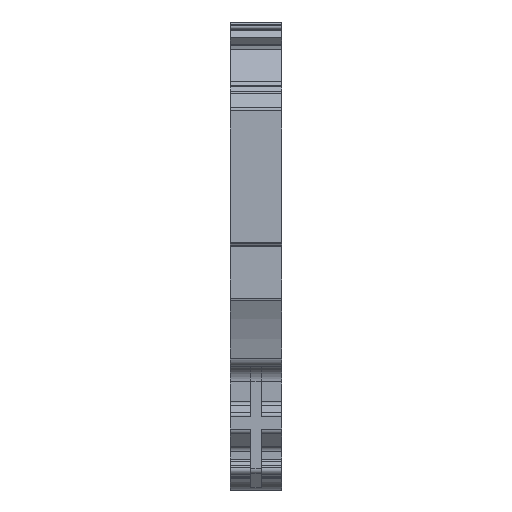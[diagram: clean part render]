
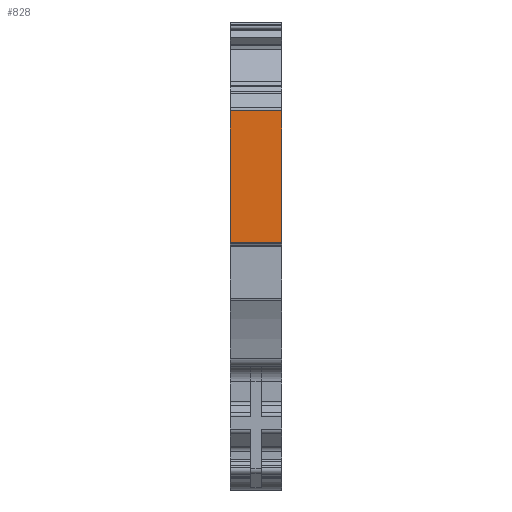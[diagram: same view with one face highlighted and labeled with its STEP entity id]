
A CAD part, front view. The second image highlights one B-rep face of the part: STEP entity #828.
In plain terms, the highlighted planar face has unit normal (0, -1, 0).
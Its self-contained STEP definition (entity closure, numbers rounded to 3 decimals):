
#828 = ADVANCED_FACE( '', ( #1724 ), #1725, .F. );
#1724 = FACE_OUTER_BOUND( '', #2679, .T. );
#1725 = PLANE( '', #2680 );
#2679 = EDGE_LOOP( '', ( #5413, #5414, #5415, #5416 ) );
#2680 = AXIS2_PLACEMENT_3D( '', #5417, #5418, #5419 );
#5413 = ORIENTED_EDGE( '', *, *, #6602, .T. );
#5414 = ORIENTED_EDGE( '', *, *, #6063, .F. );
#5415 = ORIENTED_EDGE( '', *, *, #6827, .F. );
#5416 = ORIENTED_EDGE( '', *, *, #7063, .T. );
#5417 = CARTESIAN_POINT( '', ( 5., 0., 36.492 ) );
#5418 = DIRECTION( '', ( 0., 1., 0. ) );
#5419 = DIRECTION( '', ( 0., 0., 1. ) );
#6063 = EDGE_CURVE( '', #7357, #7352, #7359, .T. );
#6602 = EDGE_CURVE( '', #8259, #7352, #8260, .T. );
#6827 = EDGE_CURVE( '', #8602, #7357, #8604, .T. );
#7063 = EDGE_CURVE( '', #8602, #8259, #8915, .T. );
#7352 = VERTEX_POINT( '', #9245 );
#7357 = VERTEX_POINT( '', #9251 );
#7359 = LINE( '', #9253, #9254 );
#8259 = VERTEX_POINT( '', #10441 );
#8260 = LINE( '', #10442, #10443 );
#8602 = VERTEX_POINT( '', #10927 );
#8604 = LINE( '', #10929, #10930 );
#8915 = LINE( '', #11360, #11361 );
#9245 = CARTESIAN_POINT( '', ( 0., 0., 23.816 ) );
#9251 = CARTESIAN_POINT( '', ( 5., 0., 23.816 ) );
#9253 = CARTESIAN_POINT( '', ( 5., 0., 23.816 ) );
#9254 = VECTOR( '', #11668, 1000. );
#10441 = CARTESIAN_POINT( '', ( 0., 0., 36.492 ) );
#10442 = CARTESIAN_POINT( '', ( 0., 0., 36.492 ) );
#10443 = VECTOR( '', #12415, 1000. );
#10927 = CARTESIAN_POINT( '', ( 5., 0., 36.492 ) );
#10929 = CARTESIAN_POINT( '', ( 5., 0., 36.492 ) );
#10930 = VECTOR( '', #12726, 1000. );
#11360 = CARTESIAN_POINT( '', ( 5., 0., 36.492 ) );
#11361 = VECTOR( '', #12999, 1000. );
#11668 = DIRECTION( '', ( -1., 0., 0. ) );
#12415 = DIRECTION( '', ( 0., 0., -1. ) );
#12726 = DIRECTION( '', ( 0., 0., -1. ) );
#12999 = DIRECTION( '', ( -1., 0., 0. ) );
